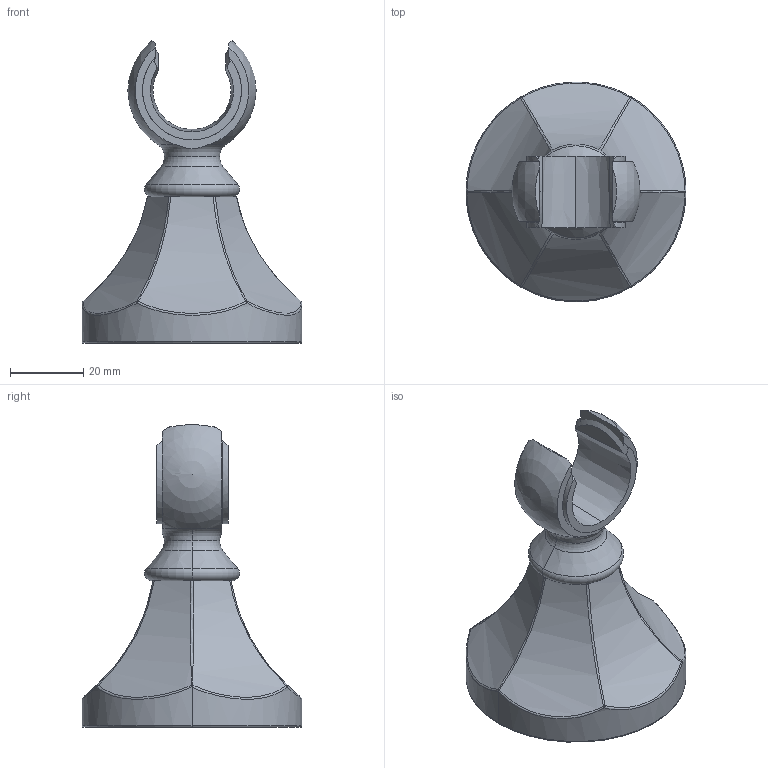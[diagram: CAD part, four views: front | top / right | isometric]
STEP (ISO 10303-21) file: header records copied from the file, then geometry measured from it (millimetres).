
FILE_DESCRIPTION (( 'STEP AP203' ), '1' );
FILE_NAME ('28050371-00.STEP', '2018-07-03T14:46:58', ( '' ), ( '' ), 'SwSTEP 2.0', 'SolidWorks 2017', '' );
FILE_SCHEMA (( 'CONFIG_CONTROL_DESIGN' ));
Length unit declared in the file: millimetre
Products named in the file (4): Planungsmodell_Halter-+-08.17.36.511-02_-_K1; Planungsmodell_Huelse-+-09.18.40.035.90-01_-_K1; Halter-+-09.17.20.015.90-01_-_K1; 28050371-00
Assembly tree (3 placements, depth 2):
  28050371-00
    Planungsmodell_Halter-+-08.17.36.511-02_-_K1
    Halter-+-09.17.20.015.90-01_-_K1
    Planungsmodell_Huelse-+-09.18.40.035.90-01_-_K1
Bounding box: 60 x 60 x 82.55 mm (x, y, z)
Volume: 70154.8 mm3; surface area: 16225.1 mm2
Topology: 3 solids, 3 shells, 75 faces, 178 edges, 108 vertices
Faces by surface type: cylinder 24, plane 16, bspline 12, torus 8, sphere 8, cone 7
Entity records: 3472 total; most frequent: CARTESIAN_POINT 1457, DIRECTION 346, ORIENTED_EDGE 344, EDGE_CURVE 172, AXIS2_PLACEMENT_3D 153, VERTEX_POINT 104, CIRCLE 84, EDGE_LOOP 76
